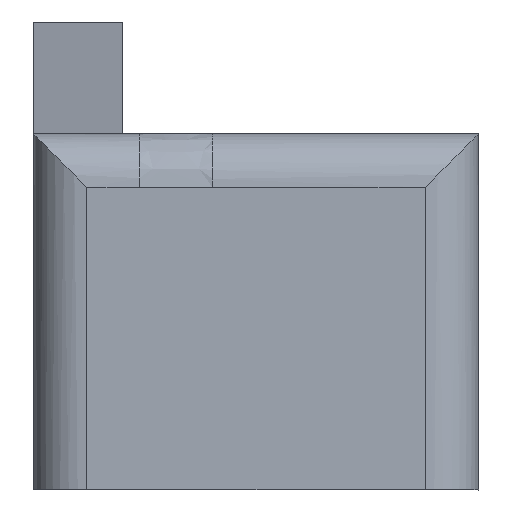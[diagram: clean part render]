
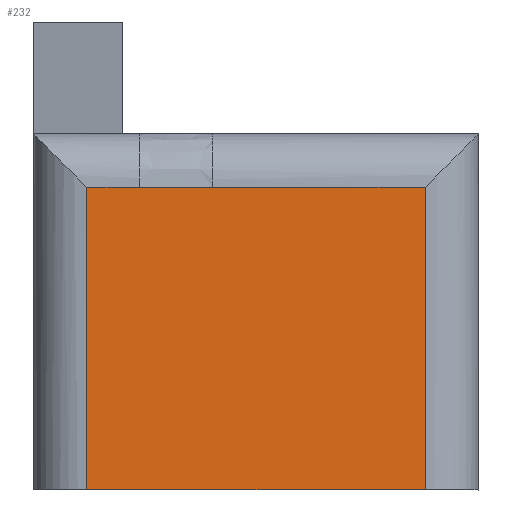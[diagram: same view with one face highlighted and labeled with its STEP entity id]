
A CAD part, front view. The second image highlights one B-rep face of the part: STEP entity #232.
In plain terms, the highlighted planar face has unit normal (0, -1, 0).
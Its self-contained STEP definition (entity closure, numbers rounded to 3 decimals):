
#64 = VERTEX_POINT('',#65);
#65 = CARTESIAN_POINT('',(147.,101.,214.));
#72 = EDGE_CURVE('',#73,#64,#75,.T.);
#73 = VERTEX_POINT('',#74);
#74 = CARTESIAN_POINT('',(128.,101.,214.));
#75 = LINE('',#76,#77);
#76 = CARTESIAN_POINT('',(125.,101.,214.));
#77 = VECTOR('',#78,1.);
#78 = DIRECTION('',(1.,0.,0.));
#188 = EDGE_CURVE('',#73,#189,#191,.T.);
#189 = VERTEX_POINT('',#190);
#190 = CARTESIAN_POINT('',(128.,101.,231.));
#191 = LINE('',#192,#193);
#192 = CARTESIAN_POINT('',(128.,101.,214.));
#193 = VECTOR('',#194,1.);
#194 = DIRECTION('',(0.,-0.,1.));
#232 = ADVANCED_FACE('',(#233),#273,.T.);
#233 = FACE_BOUND('',#234,.F.);
#234 = EDGE_LOOP('',(#235,#236,#237,#245,#259,#267));
#235 = ORIENTED_EDGE('',*,*,#72,.F.);
#236 = ORIENTED_EDGE('',*,*,#188,.T.);
#237 = ORIENTED_EDGE('',*,*,#238,.T.);
#238 = EDGE_CURVE('',#189,#239,#241,.T.);
#239 = VERTEX_POINT('',#240);
#240 = CARTESIAN_POINT('',(130.938,101.,231.));
#241 = LINE('',#242,#243);
#242 = CARTESIAN_POINT('',(125.,101.,231.));
#243 = VECTOR('',#244,1.);
#244 = DIRECTION('',(1.,-0.,0.));
#245 = ORIENTED_EDGE('',*,*,#246,.T.);
#246 = EDGE_CURVE('',#239,#247,#249,.T.);
#247 = VERTEX_POINT('',#248);
#248 = CARTESIAN_POINT('',(135.062,101.,231.));
#249 = ( BOUNDED_CURVE() B_SPLINE_CURVE(8,(#250,#251,#252,#253,#254,#255
,#256,#257,#258),.UNSPECIFIED.,.F.,.F.) B_SPLINE_CURVE_WITH_KNOTS((9,9),
(5.938,10.062),.PIECEWISE_BEZIER_KNOTS.) CURVE() 
GEOMETRIC_REPRESENTATION_ITEM() RATIONAL_B_SPLINE_CURVE((1.,1.,1.,1.,1.,
1.,1.,1.,1.)) REPRESENTATION_ITEM('') );
#250 = CARTESIAN_POINT('',(130.938,101.,231.));
#251 = CARTESIAN_POINT('',(131.454,101.,231.));
#252 = CARTESIAN_POINT('',(131.969,101.,231.027));
#253 = CARTESIAN_POINT('',(132.485,101.,231.047));
#254 = CARTESIAN_POINT('',(133.,101.,231.057));
#255 = CARTESIAN_POINT('',(133.515,101.,231.047));
#256 = CARTESIAN_POINT('',(134.031,101.,231.027));
#257 = CARTESIAN_POINT('',(134.546,101.,231.));
#258 = CARTESIAN_POINT('',(135.062,101.,231.));
#259 = ORIENTED_EDGE('',*,*,#260,.T.);
#260 = EDGE_CURVE('',#247,#261,#263,.T.);
#261 = VERTEX_POINT('',#262);
#262 = CARTESIAN_POINT('',(147.,101.,231.));
#263 = LINE('',#264,#265);
#264 = CARTESIAN_POINT('',(125.,101.,231.));
#265 = VECTOR('',#266,1.);
#266 = DIRECTION('',(1.,-0.,0.));
#267 = ORIENTED_EDGE('',*,*,#268,.F.);
#268 = EDGE_CURVE('',#64,#261,#269,.T.);
#269 = LINE('',#270,#271);
#270 = CARTESIAN_POINT('',(147.,101.,214.));
#271 = VECTOR('',#272,1.);
#272 = DIRECTION('',(0.,-0.,1.));
#273 = PLANE('',#274);
#274 = AXIS2_PLACEMENT_3D('',#275,#276,#277);
#275 = CARTESIAN_POINT('',(125.,101.,214.));
#276 = DIRECTION('',(0.,-1.,0.));
#277 = DIRECTION('',(-1.,0.,0.));
